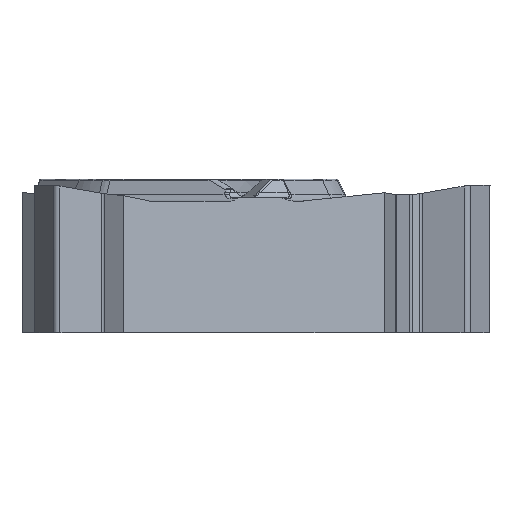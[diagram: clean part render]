
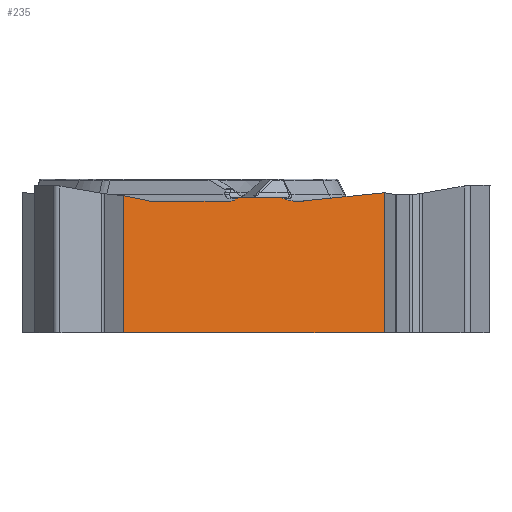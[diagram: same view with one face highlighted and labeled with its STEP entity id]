
A CAD part, front view. The second image highlights one B-rep face of the part: STEP entity #235.
In plain terms, the highlighted planar face has unit normal (0.5, -0.866, 0).
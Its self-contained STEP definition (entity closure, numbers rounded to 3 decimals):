
#235=ADVANCED_FACE('',(#508),#458,.F.);
#458=PLANE('',#3714);
#508=FACE_OUTER_BOUND('',#729,.T.);
#729=EDGE_LOOP('',(#1192,#1193,#1194,#1195,#1196,#1197,#1198,#1199,#1200,
#1201,#1202,#1203,#1204,#1205));
#958=CIRCLE('',#3713,0.32);
#1098=ELLIPSE('',#3709,0.64,0.32);
#1099=ELLIPSE('',#3710,0.3,0.15);
#1100=ELLIPSE('',#3711,0.177,0.15);
#1101=ELLIPSE('',#3712,0.377,0.32);
#1192=ORIENTED_EDGE('',*,*,#2596,.F.);
#1193=ORIENTED_EDGE('',*,*,#2597,.T.);
#1194=ORIENTED_EDGE('',*,*,#2598,.F.);
#1195=ORIENTED_EDGE('',*,*,#2599,.T.);
#1196=ORIENTED_EDGE('',*,*,#2600,.T.);
#1197=ORIENTED_EDGE('',*,*,#2601,.F.);
#1198=ORIENTED_EDGE('',*,*,#2602,.F.);
#1199=ORIENTED_EDGE('',*,*,#2603,.F.);
#1200=ORIENTED_EDGE('',*,*,#2604,.F.);
#1201=ORIENTED_EDGE('',*,*,#2605,.T.);
#1202=ORIENTED_EDGE('',*,*,#2606,.T.);
#1203=ORIENTED_EDGE('',*,*,#2607,.T.);
#1204=ORIENTED_EDGE('',*,*,#2608,.F.);
#1205=ORIENTED_EDGE('',*,*,#2609,.T.);
#2274=VERTEX_POINT('',#5350);
#2275=VERTEX_POINT('',#5351);
#2276=VERTEX_POINT('',#5353);
#2277=VERTEX_POINT('',#5355);
#2278=VERTEX_POINT('',#5357);
#2279=VERTEX_POINT('',#5359);
#2280=VERTEX_POINT('',#5367);
#2281=VERTEX_POINT('',#5369);
#2282=VERTEX_POINT('',#5371);
#2283=VERTEX_POINT('',#5373);
#2284=VERTEX_POINT('',#5375);
#2285=VERTEX_POINT('',#5377);
#2286=VERTEX_POINT('',#5379);
#2287=VERTEX_POINT('',#5381);
#2596=EDGE_CURVE('',#2274,#2275,#3123,.T.);
#2597=EDGE_CURVE('',#2274,#2276,#3124,.T.);
#2598=EDGE_CURVE('',#2277,#2276,#3125,.T.);
#2599=EDGE_CURVE('',#2277,#2278,#1098,.T.);
#2600=EDGE_CURVE('',#2278,#2279,#3126,.T.);
#2601=EDGE_CURVE('',#2280,#2279,#3549,.T.);
#2602=EDGE_CURVE('',#2281,#2280,#1099,.T.);
#2603=EDGE_CURVE('',#2282,#2281,#3127,.T.);
#2604=EDGE_CURVE('',#2283,#2282,#1100,.T.);
#2605=EDGE_CURVE('',#2283,#2284,#1101,.T.);
#2606=EDGE_CURVE('',#2284,#2285,#3128,.T.);
#2607=EDGE_CURVE('',#2285,#2286,#958,.T.);
#2608=EDGE_CURVE('',#2287,#2286,#3129,.T.);
#2609=EDGE_CURVE('',#2287,#2275,#3130,.T.);
#3123=LINE('',#5349,#3336);
#3124=LINE('',#5352,#3337);
#3125=LINE('',#5354,#3338);
#3126=LINE('',#5358,#3339);
#3127=LINE('',#5370,#3340);
#3128=LINE('',#5376,#3341);
#3129=LINE('',#5380,#3342);
#3130=LINE('',#5382,#3343);
#3336=VECTOR('',#4091,1.);
#3337=VECTOR('',#4092,1.);
#3338=VECTOR('',#4093,1.);
#3339=VECTOR('',#4096,1.);
#3340=VECTOR('',#4099,1.);
#3341=VECTOR('',#4104,1.);
#3342=VECTOR('',#4107,1.);
#3343=VECTOR('',#4108,1.);
#3549=B_SPLINE_CURVE_WITH_KNOTS('',3,(#5360,#5361,#5362,#5363,#5364,#5365,
#5366),.UNSPECIFIED.,.F.,.F.,(4,3,4),(0.,0.503,1.),
 .UNSPECIFIED.);
#3709=AXIS2_PLACEMENT_3D('',#5356,#4094,#4095);
#3710=AXIS2_PLACEMENT_3D('',#5368,#4097,#4098);
#3711=AXIS2_PLACEMENT_3D('',#5372,#4100,#4101);
#3712=AXIS2_PLACEMENT_3D('',#5374,#4102,#4103);
#3713=AXIS2_PLACEMENT_3D('',#5378,#4105,#4106);
#3714=AXIS2_PLACEMENT_3D('',#5383,#4109,#4110);
#4091=DIRECTION('',(-0.866,-0.5,0.));
#4092=DIRECTION('',(0.,0.,1.));
#4093=DIRECTION('',(0.863,0.498,0.088));
#4094=DIRECTION('',(-0.5,0.866,0.));
#4095=DIRECTION('',(0.866,0.5,0.));
#4096=DIRECTION('',(-0.866,-0.5,0.));
#4097=DIRECTION('',(-0.5,0.866,0.));
#4098=DIRECTION('',(-0.866,-0.5,0.));
#4099=DIRECTION('',(0.866,0.5,0.));
#4100=DIRECTION('',(-0.5,0.866,0.));
#4101=DIRECTION('',(0.866,0.5,0.));
#4102=DIRECTION('',(-0.5,0.866,0.));
#4103=DIRECTION('',(0.866,0.5,0.));
#4104=DIRECTION('',(-0.866,-0.5,0.));
#4105=DIRECTION('',(-0.5,0.866,0.));
#4106=DIRECTION('',(0.,0.,-1.));
#4107=DIRECTION('',(0.853,0.492,-0.174));
#4108=DIRECTION('',(0.,0.,-1.));
#4109=DIRECTION('',(-0.5,0.866,0.));
#4110=DIRECTION('',(0.,0.,-1.));
#5349=CARTESIAN_POINT('',(-0.367,-5.711,-3.97));
#5350=CARTESIAN_POINT('',(4.886,-2.678,-3.97));
#5351=CARTESIAN_POINT('',(-2.058,-6.688,-3.97));
#5352=CARTESIAN_POINT('',(4.886,-2.678,0.));
#5353=CARTESIAN_POINT('',(4.886,-2.678,-0.234));
#5354=CARTESIAN_POINT('',(-0.308,-5.677,-0.763));
#5355=CARTESIAN_POINT('',(2.718,-3.93,-0.455));
#5356=CARTESIAN_POINT('',(2.622,-3.986,-0.14));
#5357=CARTESIAN_POINT('',(2.622,-3.986,-0.46));
#5358=CARTESIAN_POINT('',(-0.367,-5.711,-0.46));
#5359=CARTESIAN_POINT('',(2.541,-4.032,-0.46));
#5360=CARTESIAN_POINT('',(2.225,-4.215,-0.4));
#5361=CARTESIAN_POINT('',(2.275,-4.186,-0.421));
#5362=CARTESIAN_POINT('',(2.328,-4.155,-0.436));
#5363=CARTESIAN_POINT('',(2.381,-4.124,-0.446));
#5364=CARTESIAN_POINT('',(2.434,-4.094,-0.455));
#5365=CARTESIAN_POINT('',(2.487,-4.063,-0.46));
#5366=CARTESIAN_POINT('',(2.541,-4.032,-0.46));
#5367=CARTESIAN_POINT('',(2.225,-4.215,-0.4));
#5368=CARTESIAN_POINT('',(2.07,-4.304,-0.52));
#5369=CARTESIAN_POINT('',(2.07,-4.304,-0.37));
#5370=CARTESIAN_POINT('',(5.129,-2.538,-0.37));
#5371=CARTESIAN_POINT('',(1.04,-4.899,-0.37));
#5372=CARTESIAN_POINT('',(1.04,-4.899,-0.52));
#5373=CARTESIAN_POINT('',(0.95,-4.951,-0.399));
#5374=CARTESIAN_POINT('',(0.757,-5.062,-0.14));
#5375=CARTESIAN_POINT('',(0.757,-5.062,-0.46));
#5376=CARTESIAN_POINT('',(5.129,-2.538,-0.46));
#5377=CARTESIAN_POINT('',(-1.311,-6.256,-0.46));
#5378=CARTESIAN_POINT('',(-1.311,-6.256,-0.14));
#5379=CARTESIAN_POINT('',(-1.359,-6.284,-0.455));
#5380=CARTESIAN_POINT('',(4.866,-2.69,-1.723));
#5381=CARTESIAN_POINT('',(-2.058,-6.688,-0.313));
#5382=CARTESIAN_POINT('',(-2.058,-6.688,0.));
#5383=CARTESIAN_POINT('',(-0.367,-5.711,0.));
